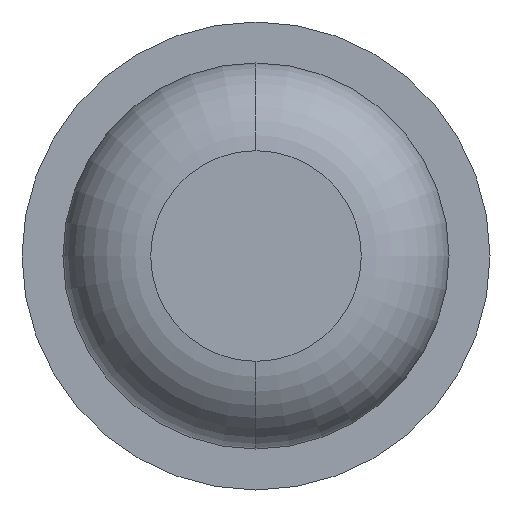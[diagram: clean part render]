
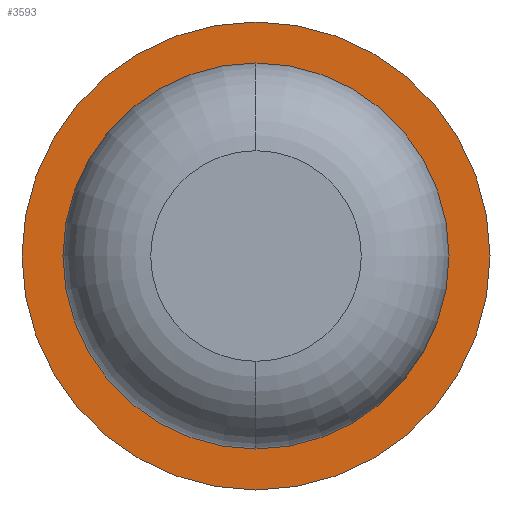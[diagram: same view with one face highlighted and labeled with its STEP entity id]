
A CAD part, front view. The second image highlights one B-rep face of the part: STEP entity #3593.
In plain terms, the highlighted planar face has unit normal (0, -1, 0).
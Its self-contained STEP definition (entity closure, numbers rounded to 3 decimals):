
#10 = CARTESIAN_POINT ( 'NONE',  ( -1., -9., 0. ) ) ;
#29 = CARTESIAN_POINT ( 'NONE',  ( 0., -9., -0.825 ) ) ;
#32 = AXIS2_PLACEMENT_3D ( 'NONE', #2993, #3564, #2706 ) ;
#66 = PLANE ( 'NONE',  #1729 ) ;
#144 = DIRECTION ( 'NONE',  ( -1., 0., 0. ) ) ;
#210 = CIRCLE ( 'NONE', #32, 0.825 ) ;
#264 = EDGE_LOOP ( 'NONE', ( #1057, #1365 ) ) ;
#385 = CIRCLE ( 'NONE', #568, 1. ) ;
#568 = AXIS2_PLACEMENT_3D ( 'NONE', #1545, #1024, #144 ) ;
#674 = CIRCLE ( 'NONE', #3715, 1. ) ;
#715 = ORIENTED_EDGE ( 'NONE', *, *, #1889, .F. ) ;
#917 = DIRECTION ( 'NONE',  ( 0., 1., 0. ) ) ;
#930 = VERTEX_POINT ( 'NONE', #10 ) ;
#1024 = DIRECTION ( 'NONE',  ( 0., 1., 0. ) ) ;
#1057 = ORIENTED_EDGE ( 'NONE', *, *, #2662, .T. ) ;
#1088 = EDGE_CURVE ( 'Defeature ausgef�hrt2_5+Defeature ausgef�hrt2_4+Defeature ausgef�hrt2_4+Defeature ausgef�hrt2_4', #1206, #930, #674, .T. ) ;
#1170 = AXIS2_PLACEMENT_3D ( 'NONE', #1787, #1176, #1222 ) ;
#1176 = DIRECTION ( 'NONE',  ( 0., 1., 0. ) ) ;
#1206 = VERTEX_POINT ( 'NONE', #2801 ) ;
#1222 = DIRECTION ( 'NONE',  ( -1., 0., 0. ) ) ;
#1365 = ORIENTED_EDGE ( 'NONE', *, *, #2238, .T. ) ;
#1545 = CARTESIAN_POINT ( 'NONE',  ( 0., -9., 0. ) ) ;
#1574 = ORIENTED_EDGE ( 'NONE', *, *, #1088, .F. ) ;
#1638 = CARTESIAN_POINT ( 'NONE',  ( 0., -9., 0. ) ) ;
#1705 = CARTESIAN_POINT ( 'NONE',  ( 0., -9., 0.825 ) ) ;
#1729 = AXIS2_PLACEMENT_3D ( 'NONE', #2356, #917, #2914 ) ;
#1787 = CARTESIAN_POINT ( 'NONE',  ( 0., -9., 0. ) ) ;
#1889 = EDGE_CURVE ( 'Defeature ausgef�hrt2_5+Defeature ausgef�hrt2_4+Defeature ausgef�hrt2_4+Defeature ausgef�hrt2_4', #930, #1206, #385, .T. ) ;
#1936 = DIRECTION ( 'NONE',  ( 0., 1., 0. ) ) ;
#2073 = FACE_OUTER_BOUND ( 'NONE', #3095, .T. ) ;
#2238 = EDGE_CURVE ( 'Defeature ausgef�hrt2_4+Defeature ausgef�hrt2_0+Defeature ausgef�hrt2_0+Defeature ausgef�hrt2_0', #2677, #3016, #210, .T. ) ;
#2356 = CARTESIAN_POINT ( 'NONE',  ( 0.825, -9., 0. ) ) ;
#2662 = EDGE_CURVE ( 'Defeature ausgef�hrt2_4+Defeature ausgef�hrt2_0+Defeature ausgef�hrt2_0+Defeature ausgef�hrt2_0', #3016, #2677, #2936, .T. ) ;
#2677 = VERTEX_POINT ( 'NONE', #29 ) ;
#2706 = DIRECTION ( 'NONE',  ( -1., 0., 0. ) ) ;
#2801 = CARTESIAN_POINT ( 'NONE',  ( 1., -9., 0. ) ) ;
#2914 = DIRECTION ( 'NONE',  ( -1., 0., 0. ) ) ;
#2936 = CIRCLE ( 'NONE', #1170, 0.825 ) ;
#2993 = CARTESIAN_POINT ( 'NONE',  ( 0., -9., 0. ) ) ;
#3016 = VERTEX_POINT ( 'NONE', #1705 ) ;
#3095 = EDGE_LOOP ( 'NONE', ( #715, #1574 ) ) ;
#3110 = DIRECTION ( 'NONE',  ( -1., 0., 0. ) ) ;
#3454 = FACE_BOUND ( 'NONE', #264, .T. ) ;
#3564 = DIRECTION ( 'NONE',  ( 0., 1., 0. ) ) ;
#3593 = ADVANCED_FACE ( 'Defeature ausgef�hrt2_4', ( #2073, #3454 ), #66, .F. ) ;
#3715 = AXIS2_PLACEMENT_3D ( 'NONE', #1638, #1936, #3110 ) ;
